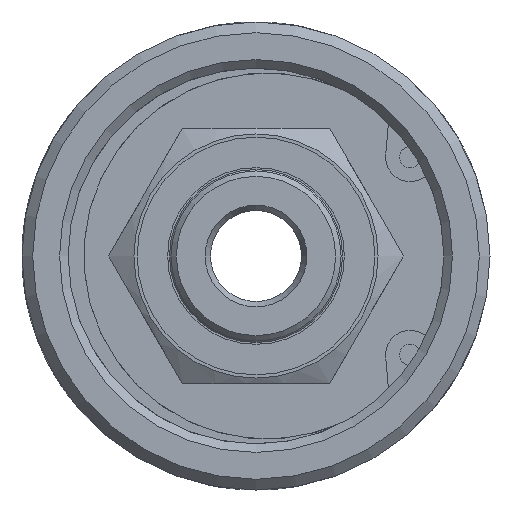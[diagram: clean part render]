
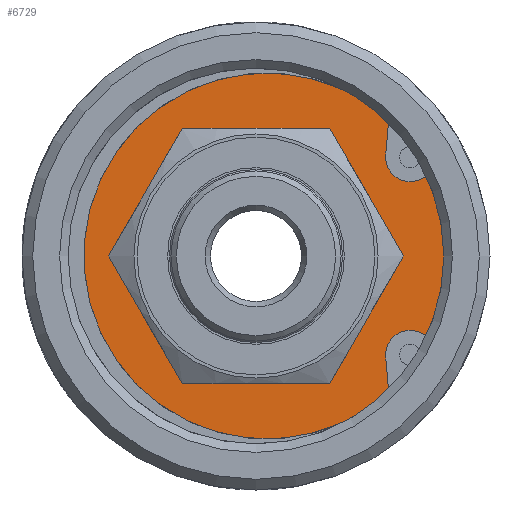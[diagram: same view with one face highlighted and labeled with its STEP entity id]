
A CAD part, left-side view. The second image highlights one B-rep face of the part: STEP entity #6729.
In plain terms, the highlighted planar face has unit normal (-1, 0, 0).
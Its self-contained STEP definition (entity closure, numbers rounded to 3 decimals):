
#699=LINE('',#52931,#1074);
#715=LINE('',#53004,#1090);
#716=LINE('',#53014,#1091);
#721=LINE('',#53024,#1096);
#1074=VECTOR('',#8342,1.684);
#1090=VECTOR('',#8416,3.197);
#1091=VECTOR('',#8429,3.197);
#1096=VECTOR('',#8440,1.684);
#1540=FACE_BOUND('',#2343,.T.);
#1915=FACE_OUTER_BOUND('',#2342,.T.);
#2342=EDGE_LOOP('',(#6213,#6214,#6215,#6216,#6217,#6218,#6219,#6220,#6221,
#6222));
#2343=EDGE_LOOP('',(#6223));
#2535=CIRCLE('',#7117,9.92);
#2551=CIRCLE('',#7147,0.254);
#2553=CIRCLE('',#7150,0.254);
#2561=CIRCLE('',#7161,2.286);
#2563=CIRCLE('',#7165,17.09);
#2566=CIRCLE('',#7170,2.286);
#2597=CIRCLE('',#7245,18.625);
#3175=VERTEX_POINT('',#52839);
#3195=VERTEX_POINT('',#52927);
#3197=VERTEX_POINT('',#52930);
#3212=VERTEX_POINT('',#52965);
#3213=VERTEX_POINT('',#52966);
#3216=VERTEX_POINT('',#52974);
#3217=VERTEX_POINT('',#52975);
#3224=VERTEX_POINT('',#52997);
#3225=VERTEX_POINT('',#52999);
#3228=VERTEX_POINT('',#53013);
#3230=VERTEX_POINT('',#53021);
#4111=EDGE_CURVE('',#3175,#3175,#2535,.T.);
#4141=EDGE_CURVE('',#3197,#3195,#699,.T.);
#4158=EDGE_CURVE('',#3212,#3213,#2551,.T.);
#4162=EDGE_CURVE('',#3216,#3217,#2553,.T.);
#4175=EDGE_CURVE('',#3225,#3224,#2561,.T.);
#4178=EDGE_CURVE('',#3224,#3212,#715,.T.);
#4180=EDGE_CURVE('',#3213,#3216,#2563,.T.);
#4183=EDGE_CURVE('',#3217,#3228,#716,.T.);
#4186=EDGE_CURVE('',#3228,#3197,#2566,.T.);
#4189=EDGE_CURVE('',#3230,#3225,#721,.T.);
#4251=EDGE_CURVE('',#3195,#3230,#2597,.T.);
#6213=ORIENTED_EDGE('',*,*,#4141,.T.);
#6214=ORIENTED_EDGE('',*,*,#4251,.T.);
#6215=ORIENTED_EDGE('',*,*,#4189,.T.);
#6216=ORIENTED_EDGE('',*,*,#4175,.T.);
#6217=ORIENTED_EDGE('',*,*,#4178,.T.);
#6218=ORIENTED_EDGE('',*,*,#4158,.T.);
#6219=ORIENTED_EDGE('',*,*,#4180,.T.);
#6220=ORIENTED_EDGE('',*,*,#4162,.T.);
#6221=ORIENTED_EDGE('',*,*,#4183,.T.);
#6222=ORIENTED_EDGE('',*,*,#4186,.T.);
#6223=ORIENTED_EDGE('',*,*,#4111,.T.);
#6353=PLANE('',#7244);
#6729=ADVANCED_FACE('',(#1915,#1540),#6353,.F.);
#7117=AXIS2_PLACEMENT_3D('',#52840,#8298,#8299);
#7147=AXIS2_PLACEMENT_3D('',#52967,#8375,#8376);
#7150=AXIS2_PLACEMENT_3D('',#52976,#8383,#8384);
#7161=AXIS2_PLACEMENT_3D('',#53000,#8410,#8411);
#7165=AXIS2_PLACEMENT_3D('',#53008,#8421,#8422);
#7170=AXIS2_PLACEMENT_3D('',#53018,#8434,#8435);
#7244=AXIS2_PLACEMENT_3D('',#53152,#8609,#8610);
#7245=AXIS2_PLACEMENT_3D('',#53153,#8611,#8612);
#8298=DIRECTION('center_axis',(1.,0.,0.));
#8299=DIRECTION('ref_axis',(0.,1.,0.));
#8342=DIRECTION('',(0.,-0.906,-0.423));
#8375=DIRECTION('center_axis',(-1.,0.,0.));
#8376=DIRECTION('ref_axis',(0.,-1.,0.));
#8383=DIRECTION('center_axis',(-1.,0.,0.));
#8384=DIRECTION('ref_axis',(0.,-1.,0.));
#8410=DIRECTION('center_axis',(1.,0.,0.));
#8411=DIRECTION('ref_axis',(0.,-1.,0.));
#8416=DIRECTION('',(0.,-0.087,0.996));
#8421=DIRECTION('center_axis',(-1.,0.,0.));
#8422=DIRECTION('ref_axis',(0.,-1.,0.));
#8429=DIRECTION('',(0.,0.087,0.996));
#8434=DIRECTION('center_axis',(1.,0.,0.));
#8435=DIRECTION('ref_axis',(0.,-1.,0.));
#8440=DIRECTION('',(0.,0.906,-0.423));
#8609=DIRECTION('center_axis',(1.,0.,0.));
#8610=DIRECTION('ref_axis',(0.,0.,-1.));
#8611=DIRECTION('center_axis',(-1.,0.,0.));
#8612=DIRECTION('ref_axis',(0.,1.,0.));
#52839=CARTESIAN_POINT('',(3.51,-9.92,0.));
#52840=CARTESIAN_POINT('Origin',(3.51,0.,0.));
#52927=CARTESIAN_POINT('',(3.51,-16.88,-7.871));
#52930=CARTESIAN_POINT('',(3.51,-15.353,-7.159));
#52931=CARTESIAN_POINT('',(3.51,-15.353,-7.159));
#52965=CARTESIAN_POINT('',(3.51,-12.389,12.615));
#52966=CARTESIAN_POINT('',(3.51,-12.303,12.828));
#52967=CARTESIAN_POINT('Origin',(3.51,-12.136,12.637));
#52974=CARTESIAN_POINT('',(3.51,-12.303,-12.828));
#52975=CARTESIAN_POINT('',(3.51,-12.389,-12.615));
#52976=CARTESIAN_POINT('Origin',(3.51,-12.136,-12.637));
#52997=CARTESIAN_POINT('',(3.51,-12.11,9.43));
#52999=CARTESIAN_POINT('',(3.51,-15.353,7.159));
#53000=CARTESIAN_POINT('Origin',(3.51,-14.387,9.231));
#53004=CARTESIAN_POINT('',(3.51,-12.11,9.43));
#53008=CARTESIAN_POINT('Origin',(3.51,-1.012,0.));
#53013=CARTESIAN_POINT('',(3.51,-12.11,-9.43));
#53014=CARTESIAN_POINT('',(3.51,-12.389,-12.615));
#53018=CARTESIAN_POINT('Origin',(3.51,-14.387,-9.231));
#53021=CARTESIAN_POINT('',(3.51,-16.88,7.871));
#53024=CARTESIAN_POINT('',(3.51,-16.88,7.871));
#53152=CARTESIAN_POINT('Origin',(3.51,13.063,0.));
#53153=CARTESIAN_POINT('Origin',(3.51,0.,0.));
